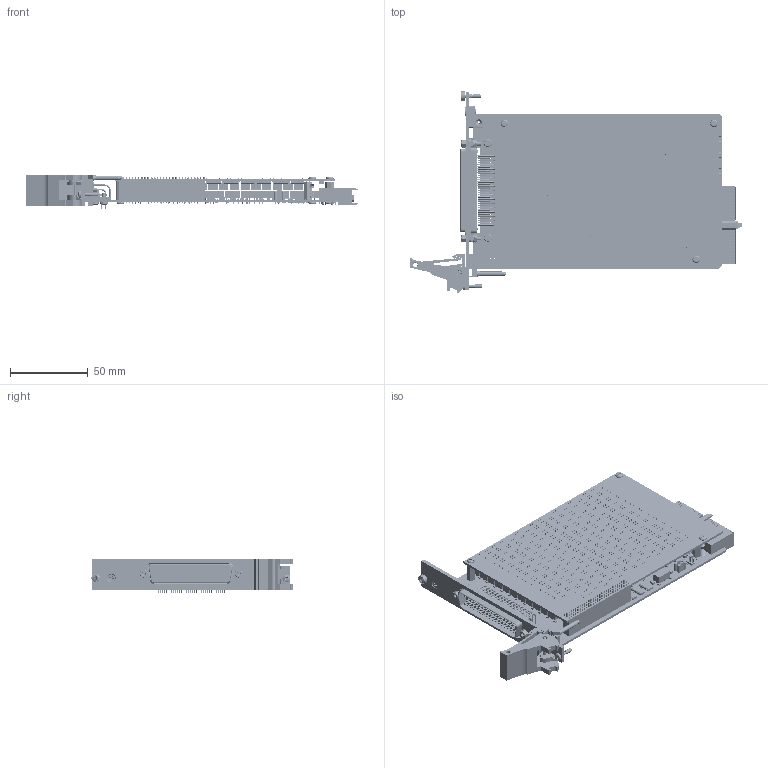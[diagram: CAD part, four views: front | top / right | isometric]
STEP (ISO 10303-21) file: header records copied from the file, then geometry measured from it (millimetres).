
FILE_DESCRIPTION (( 'STEP AP214' ), '1' );
FILE_NAME ('40-578-001 Efficient Matrix 36x12.STEP', '2013-09-02T10:05:32', ( 'admin' ), ( '' ), 'SwSTEP 2.0', 'SolidWorks 2012', '' );
FILE_SCHEMA (( 'AUTOMOTIVE_DESIGN' ));
Length unit declared in the file: millimetre
Products named in the file (1): 40-578-001 Efficient Matrix 36x12
Bounding box: 214.01 x 129.67 x 22.35 mm (x, y, z)
Surface area: 108949.6 mm2 (no closed solid volume)
Topology: 0 solids, 3485 shells, 8357 faces, 27059 edges, 20739 vertices
Faces by surface type: plane 4678, cylinder 3315, sphere 151, torus 103, cone 96, bspline 14
Full cylindrical faces by diameter (mm): 0.4 x2024, 0.5 x72, 0.55 x46, 0.6 x110, 0.65 x2, 0.656 x4, 0.75 x2, 0.8 x104, 1 x82, 1.01 x32, 1.496 x2, 2 x5, 2.05 x3, 2.45 x2, 2.5 x8, 2.6 x3, 2.7 x1, 2.8 x1, 3 x3, 3.2 x1, 4.7 x1, 4.85 x6, 5 x6, 5.2 x2, 5.3 x1, 5.5 x1, 5.7 x1, 6 x1
Entity records: 375679 total; most frequent: CARTESIAN_POINT 59654, DIRECTION 48364, ORIENTED_EDGE 31082, EDGE_CURVE 24019, VERTEX_POINT 20517, AXIS2_PLACEMENT_3D 16678, VECTOR 15008, LINE 15008
